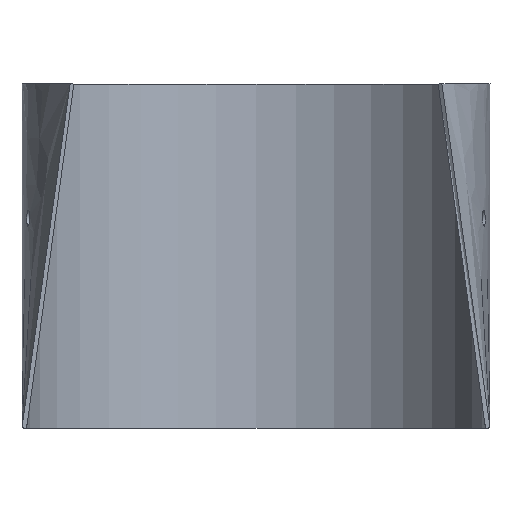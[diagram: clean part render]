
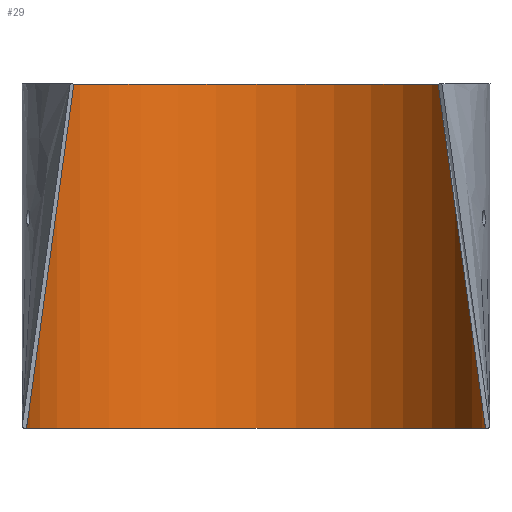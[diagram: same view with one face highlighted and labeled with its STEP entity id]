
A CAD part, top view. The second image highlights one B-rep face of the part: STEP entity #29.
In plain terms, the highlighted cylindrical face has radius 50 mm (diameter 100 mm), a partial arc.
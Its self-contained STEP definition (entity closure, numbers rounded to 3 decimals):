
#21=CYLINDRICAL_SURFACE('',#329,50.);
#29=ADVANCED_FACE('',(#47),#21,.F.);
#47=FACE_OUTER_BOUND('',#71,.F.);
#71=EDGE_LOOP('',(#101,#102,#103,#104));
#101=ORIENTED_EDGE('',*,*,#209,.T.);
#102=ORIENTED_EDGE('',*,*,#231,.F.);
#103=ORIENTED_EDGE('',*,*,#211,.F.);
#104=ORIENTED_EDGE('',*,*,#223,.F.);
#187=CIRCLE('',#325,50.);
#189=CIRCLE('',#327,50.);
#209=EDGE_CURVE('',#287,#286,#249,.T.);
#211=EDGE_CURVE('',#283,#282,#251,.T.);
#223=EDGE_CURVE('',#287,#283,#187,.T.);
#231=EDGE_CURVE('',#282,#286,#189,.T.);
#249=B_SPLINE_CURVE_WITH_KNOTS('',3,(#514,#515,#516,#517,#518,#519),
.UNSPECIFIED.,.F.,.F.,(4,1,1,4),(0.,0.389,0.611,1.),
.UNSPECIFIED.);
#251=B_SPLINE_CURVE_WITH_KNOTS('',3,(#526,#527,#528,#529,#530,#531),
.UNSPECIFIED.,.F.,.F.,(4,1,1,4),(0.,0.389,0.611,1.),
.UNSPECIFIED.);
#282=VERTEX_POINT('',#388);
#283=VERTEX_POINT('',#389);
#286=VERTEX_POINT('',#392);
#287=VERTEX_POINT('',#393);
#325=AXIS2_PLACEMENT_3D('',#593,#344,#345);
#327=AXIS2_PLACEMENT_3D('',#641,#348,#349);
#329=AXIS2_PLACEMENT_3D('',#825,#356,#357);
#344=DIRECTION('',(0.,-1.,0.));
#345=DIRECTION('',(-1.,0.,0.));
#348=DIRECTION('',(0.,1.,0.));
#349=DIRECTION('',(1.,0.,0.));
#356=DIRECTION('',(0.,1.,0.));
#357=DIRECTION('',(1.,0.,0.));
#388=CARTESIAN_POINT('',(210.559,28.553,-29.995));
#389=CARTESIAN_POINT('',(210.558,-46.447,-29.994));
#392=CARTESIAN_POINT('',(110.558,28.553,-29.995));
#393=CARTESIAN_POINT('',(110.558,-46.447,-29.994));
#514=CARTESIAN_POINT('',(110.558,-46.447,-29.994));
#515=CARTESIAN_POINT('',(110.558,-36.725,-29.994));
#516=CARTESIAN_POINT('',(110.558,-21.447,-29.994));
#517=CARTESIAN_POINT('',(110.558,3.553,-29.994));
#518=CARTESIAN_POINT('',(110.558,18.831,-29.994));
#519=CARTESIAN_POINT('',(110.558,28.553,-29.994));
#526=CARTESIAN_POINT('',(210.558,-46.447,-29.994));
#527=CARTESIAN_POINT('',(210.558,-36.725,-29.994));
#528=CARTESIAN_POINT('',(210.559,-21.447,-29.994));
#529=CARTESIAN_POINT('',(210.559,3.553,-29.994));
#530=CARTESIAN_POINT('',(210.559,18.831,-29.994));
#531=CARTESIAN_POINT('',(210.559,28.553,-29.994));
#593=CARTESIAN_POINT('',(160.558,-46.447,-29.994));
#641=CARTESIAN_POINT('',(160.558,28.553,-29.994));
#825=CARTESIAN_POINT('',(160.558,-46.447,-29.994));
